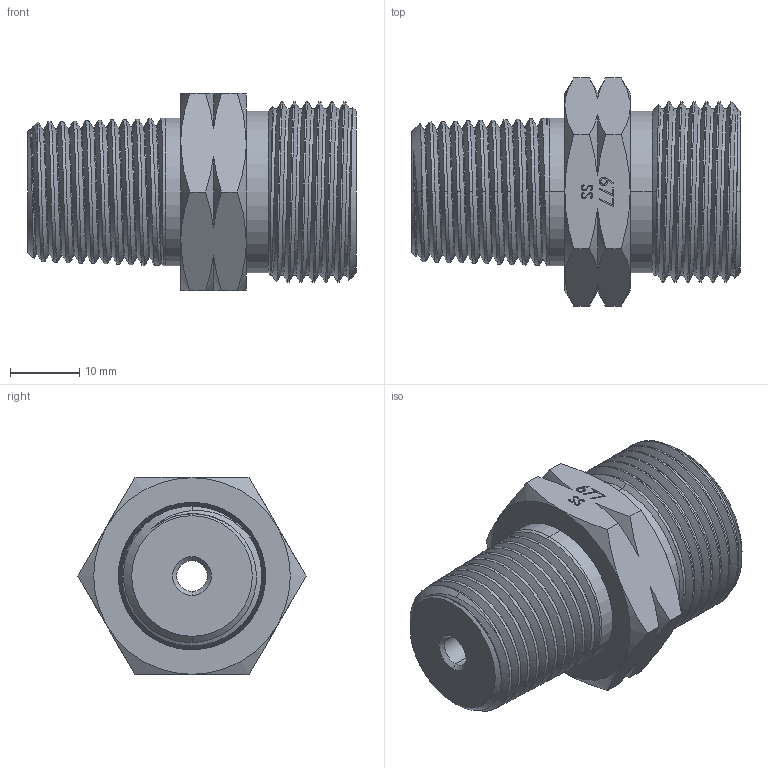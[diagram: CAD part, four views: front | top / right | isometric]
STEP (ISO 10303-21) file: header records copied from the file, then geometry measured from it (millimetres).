
FILE_DESCRIPTION (( 'STEP AP203' ), '1' );
FILE_NAME ('AD-677MSS-8MNPT.STEP', '2025-08-07T15:37:31', ( '' ), ( '' ), 'SwSTEP 2.0', 'SolidWorks 2018', '' );
FILE_SCHEMA (( 'CONFIG_CONTROL_DESIGN' ));
Length unit declared in the file: inch
Products named in the file (1): AD-677MSS-8MNPT
Bounding box: 47.5 x 33 x 28.57 mm (x, y, z)
Volume: 18561 mm3; surface area: 7156.1 mm2
Topology: 1 solids, 1 shells, 154 faces, 417 edges, 273 vertices
Faces by surface type: cone 52, bspline 45, plane 35, cylinder 22
Entity records: 15199 total; most frequent: CARTESIAN_POINT 11780, ORIENTED_EDGE 834, DIRECTION 469, EDGE_CURVE 417, VERTEX_POINT 273, B_SPLINE_CURVE_WITH_KNOTS 182, VECTOR 169, LINE 169
